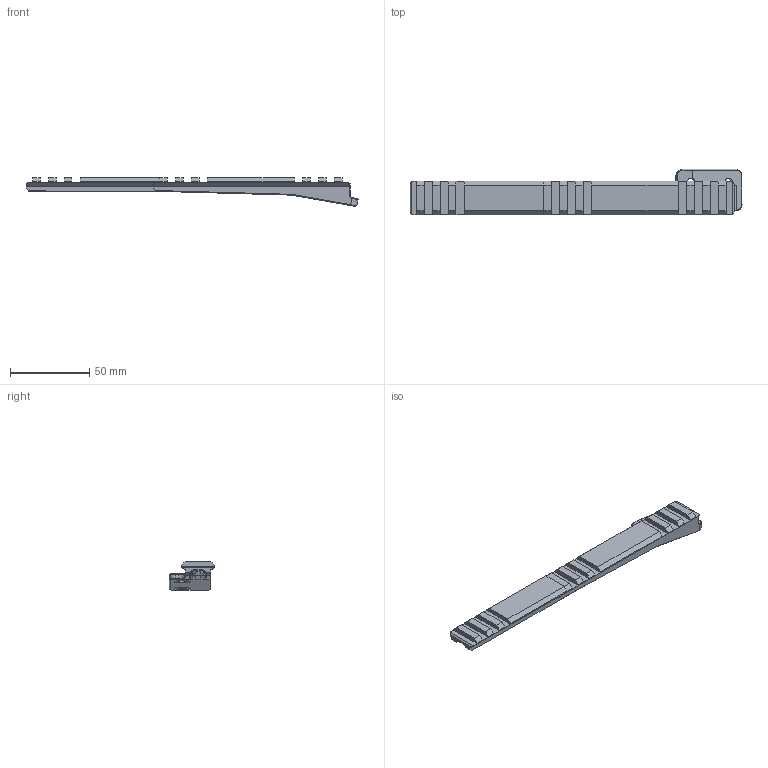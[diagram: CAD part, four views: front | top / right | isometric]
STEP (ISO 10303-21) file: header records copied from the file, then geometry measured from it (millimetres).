
FILE_DESCRIPTION(('FreeCAD Model'),'2;1');
FILE_NAME('Open CASCADE Shape Model','2025-02-25T11:40:38',(''),(''), 'Open CASCADE STEP processor 7.6','FreeCAD','Unknown');
FILE_SCHEMA(('AUTOMOTIVE_DESIGN { 1 0 10303 214 1 1 1 1 }'));
Length unit declared in the file: millimetre
Products named in the file (1): Тіло005
Bounding box: 209.24 x 28.71 x 18.2 mm (x, y, z)
Volume: 33529.5 mm3; surface area: 14670.4 mm2
Topology: 1 solids, 1 shells, 189 faces, 531 edges, 346 vertices
Faces by surface type: bspline 174, plane 13, cylinder 2
Full cylindrical faces by diameter (mm): 5 x2
Entity records: 9142 total; most frequent: CARTESIAN_POINT 5228, ORIENTED_EDGE 1062, EDGE_CURVE 531, DIRECTION 352, VERTEX_POINT 346, B_SPLINE_CURVE_WITH_KNOTS 249, LINE 244, VECTOR 244
